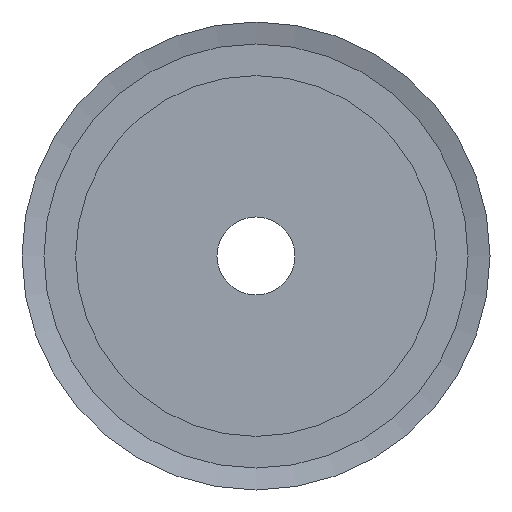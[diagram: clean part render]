
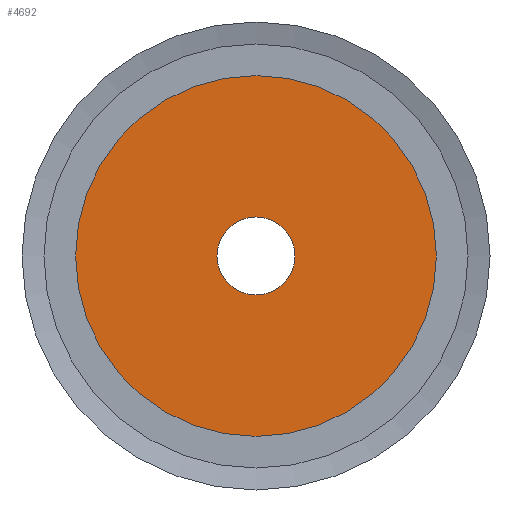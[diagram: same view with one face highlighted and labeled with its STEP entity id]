
A CAD part, left-side view. The second image highlights one B-rep face of the part: STEP entity #4692.
In plain terms, the highlighted planar face has unit normal (-1, 0, 0).
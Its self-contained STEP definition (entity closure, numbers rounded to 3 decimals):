
#1507=VERTEX_POINT('',#8046);
#1508=VERTEX_POINT('',#8048);
#1861=CIRCLE('',#5291,18.5);
#1862=CIRCLE('',#5292,4.);
#2365=EDGE_CURVE('',#1507,#1507,#1861,.T.);
#2366=EDGE_CURVE('',#1508,#1508,#1862,.T.);
#3126=ORIENTED_EDGE('',*,*,#2365,.F.);
#3127=ORIENTED_EDGE('',*,*,#2366,.T.);
#4160=EDGE_LOOP('',(#3126));
#4161=EDGE_LOOP('',(#3127));
#4427=FACE_BOUND('',#4160,.T.);
#4428=FACE_BOUND('',#4161,.T.);
#4692=ADVANCED_FACE('',(#4427,#4428),#8591,.F.);
#5290=AXIS2_PLACEMENT_3D('',#8044,#6356,$);
#5291=AXIS2_PLACEMENT_3D('',#8045,#6357,#6358);
#5292=AXIS2_PLACEMENT_3D('',#8047,#6359,#6360);
#6356=DIRECTION('',(1.,0.,0.));
#6357=DIRECTION('',(1.,0.,0.));
#6358=DIRECTION('',(0.,0.,-18.5));
#6359=DIRECTION('',(1.,0.,0.));
#6360=DIRECTION('',(0.,0.,-4.));
#8044=CARTESIAN_POINT('',(0.,0.,0.));
#8045=CARTESIAN_POINT('',(0.,0.,0.));
#8046=CARTESIAN_POINT('',(0.,0.,-18.5));
#8047=CARTESIAN_POINT('',(0.,0.,0.));
#8048=CARTESIAN_POINT('',(0.,0.,-4.));
#8591=PLANE('',#5290);
